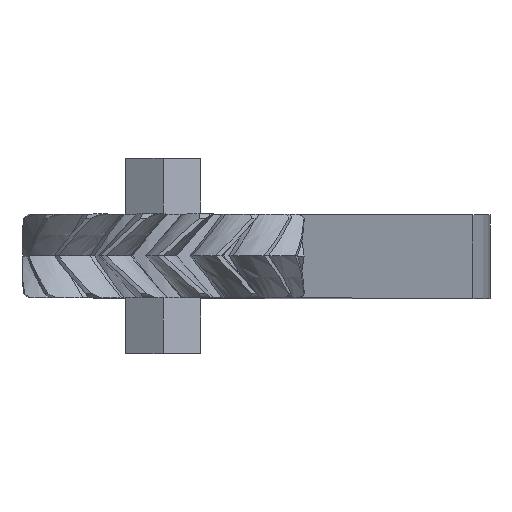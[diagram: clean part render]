
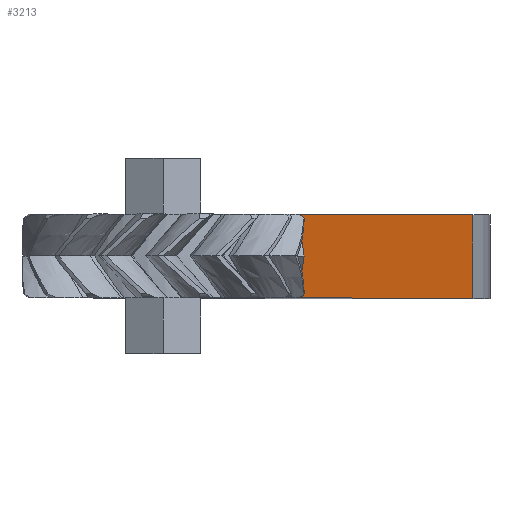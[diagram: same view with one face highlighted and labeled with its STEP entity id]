
A CAD part, top view. The second image highlights one B-rep face of the part: STEP entity #3213.
In plain terms, the highlighted planar face has unit normal (0.883, 0, 0.47).
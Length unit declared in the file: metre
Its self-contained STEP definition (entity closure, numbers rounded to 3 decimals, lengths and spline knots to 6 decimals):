
#12=ELLIPSE('',#3352,0.426775,0.009179);
#13=ELLIPSE('',#3353,0.426775,0.009179);
#471=B_SPLINE_CURVE_WITH_KNOTS('',3,(#9400,#9401,#9402,#9403),
 .UNSPECIFIED.,.F.,.F.,(4,4),(0.000003,0.005019),
 .UNSPECIFIED.);
#474=B_SPLINE_CURVE_WITH_KNOTS('',3,(#9475,#9476,#9477,#9478),
 .UNSPECIFIED.,.F.,.F.,(4,4),(0.,0.005016),.UNSPECIFIED.);
#480=B_SPLINE_CURVE_WITH_KNOTS('',3,(#9580,#9581,#9582,#9583),
 .UNSPECIFIED.,.F.,.F.,(4,4),(0.,0.002902),
 .UNSPECIFIED.);
#481=B_SPLINE_CURVE_WITH_KNOTS('',3,(#9586,#9587,#9588,#9589),
 .UNSPECIFIED.,.F.,.F.,(4,4),(0.,0.002903),
 .UNSPECIFIED.);
#482=B_SPLINE_CURVE_WITH_KNOTS('',3,(#9591,#9592,#9593,#9594),
 .UNSPECIFIED.,.F.,.F.,(4,4),(0.,0.000509),.UNSPECIFIED.);
#483=B_SPLINE_CURVE_WITH_KNOTS('',3,(#9600,#9601,#9602,#9603),
 .UNSPECIFIED.,.F.,.F.,(4,4),(0.,0.000509),.UNSPECIFIED.);
#1426=ORIENTED_EDGE('',*,*,#2008,.T.);
#1427=ORIENTED_EDGE('',*,*,#2009,.T.);
#1428=ORIENTED_EDGE('',*,*,#2010,.T.);
#1429=ORIENTED_EDGE('',*,*,#2011,.T.);
#1430=ORIENTED_EDGE('',*,*,#2012,.T.);
#1431=ORIENTED_EDGE('',*,*,#2013,.T.);
#1432=ORIENTED_EDGE('',*,*,#1998,.T.);
#1433=ORIENTED_EDGE('',*,*,#1995,.T.);
#1434=ORIENTED_EDGE('',*,*,#1644,.F.);
#1435=ORIENTED_EDGE('',*,*,#2014,.F.);
#1436=ORIENTED_EDGE('',*,*,#1619,.T.);
#1619=EDGE_CURVE('',#2124,#2123,#2398,.T.);
#1644=EDGE_CURVE('',#2148,#2149,#2414,.T.);
#1995=EDGE_CURVE('',#2351,#2149,#471,.T.);
#1998=EDGE_CURVE('',#2123,#2351,#474,.T.);
#2008=EDGE_CURVE('',#2355,#2356,#480,.T.);
#2009=EDGE_CURVE('',#2356,#2357,#481,.T.);
#2010=EDGE_CURVE('',#2357,#2358,#482,.T.);
#2011=EDGE_CURVE('',#2358,#2359,#12,.F.);
#2012=EDGE_CURVE('',#2359,#2360,#13,.F.);
#2013=EDGE_CURVE('',#2360,#2355,#483,.T.);
#2014=EDGE_CURVE('',#2124,#2148,#2480,.T.);
#2123=VERTEX_POINT('',#4317);
#2124=VERTEX_POINT('',#4319);
#2148=VERTEX_POINT('',#4368);
#2149=VERTEX_POINT('',#4370);
#2351=VERTEX_POINT('',#9404);
#2355=VERTEX_POINT('',#9584);
#2356=VERTEX_POINT('',#9585);
#2357=VERTEX_POINT('',#9590);
#2358=VERTEX_POINT('',#9595);
#2359=VERTEX_POINT('',#9597);
#2360=VERTEX_POINT('',#9599);
#2398=LINE('',#4318,#2536);
#2414=LINE('',#4369,#2552);
#2480=LINE('',#9604,#2618);
#2536=VECTOR('',#3452,1.);
#2552=VECTOR('',#3488,1.);
#2618=VECTOR('',#3684,1.);
#2811=EDGE_LOOP('',(#1426,#1427,#1428,#1429,#1430,#1431));
#2812=EDGE_LOOP('',(#1432,#1433,#1434,#1435,#1436));
#3001=FACE_BOUND('',#2811,.T.);
#3002=FACE_BOUND('',#2812,.T.);
#3036=PLANE('',#3351);
#3213=ADVANCED_FACE('',(#3001,#3002),#3036,.T.);
#3351=AXIS2_PLACEMENT_3D('',#9579,#3678,#3679);
#3352=AXIS2_PLACEMENT_3D('',#9596,#3680,#3681);
#3353=AXIS2_PLACEMENT_3D('',#9598,#3682,#3683);
#3452=DIRECTION('',(-0.47,0.,0.883));
#3488=DIRECTION('',(-0.47,0.,0.883));
#3678=DIRECTION('',(0.883,0.,0.47));
#3679=DIRECTION('',(0.47,0.,-0.883));
#3680=DIRECTION('',(0.883,0.,0.47));
#3681=DIRECTION('',(-0.311,-0.75,0.584));
#3682=DIRECTION('',(0.883,0.,0.47));
#3683=DIRECTION('',(0.311,-0.75,-0.584));
#3684=DIRECTION('',(0.,-1.,0.));
#4317=CARTESIAN_POINT('',(0.023243,0.0075,-0.000832));
#4318=CARTESIAN_POINT('',(0.034627,0.0075,-0.022203));
#4319=CARTESIAN_POINT('',(0.039255,0.0075,-0.030889));
#4368=CARTESIAN_POINT('',(0.039255,0.,-0.030889));
#4369=CARTESIAN_POINT('',(0.034627,0.,-0.022203));
#4370=CARTESIAN_POINT('',(0.023243,0.,-0.000832));
#9400=CARTESIAN_POINT('',(0.021678,0.003752,0.002106));
#9401=CARTESIAN_POINT('',(0.022199,0.002501,0.001127));
#9402=CARTESIAN_POINT('',(0.022716,0.00124,0.000158));
#9403=CARTESIAN_POINT('',(0.023243,0.,-0.000832));
#9404=CARTESIAN_POINT('',(0.021677,0.00375,0.002108));
#9475=CARTESIAN_POINT('',(0.023243,0.0075,-0.000832));
#9476=CARTESIAN_POINT('',(0.022716,0.00626,0.000158));
#9477=CARTESIAN_POINT('',(0.022199,0.004999,0.001127));
#9478=CARTESIAN_POINT('',(0.021678,0.003748,0.002106));
#9579=CARTESIAN_POINT('',(0.034627,0.0075,-0.022203));
#9580=CARTESIAN_POINT('',(0.023944,0.002531,-0.002147));
#9581=CARTESIAN_POINT('',(0.023506,0.002798,-0.001326));
#9582=CARTESIAN_POINT('',(0.023093,0.003223,-0.000549));
#9583=CARTESIAN_POINT('',(0.022712,0.003753,0.000166));
#9584=CARTESIAN_POINT('',(0.023944,0.002531,-0.002147));
#9585=CARTESIAN_POINT('',(0.022711,0.00375,0.000168));
#9586=CARTESIAN_POINT('',(0.022712,0.003747,0.000166));
#9587=CARTESIAN_POINT('',(0.023093,0.004277,-0.000549));
#9588=CARTESIAN_POINT('',(0.023506,0.004702,-0.001326));
#9589=CARTESIAN_POINT('',(0.023944,0.004969,-0.002147));
#9590=CARTESIAN_POINT('',(0.023944,0.004969,-0.002147));
#9591=CARTESIAN_POINT('',(0.023944,0.004969,-0.002147));
#9592=CARTESIAN_POINT('',(0.023941,0.004799,-0.002141));
#9593=CARTESIAN_POINT('',(0.023941,0.00463,-0.002141));
#9594=CARTESIAN_POINT('',(0.023944,0.00446,-0.002147));
#9595=CARTESIAN_POINT('',(0.023944,0.00446,-0.002147));
#9596=CARTESIAN_POINT('',(0.020454,0.00992,0.004405));
#9597=CARTESIAN_POINT('',(0.023649,0.00375,-0.001594));
#9598=CARTESIAN_POINT('',(0.020454,-0.00242,0.004405));
#9599=CARTESIAN_POINT('',(0.023944,0.00304,-0.002147));
#9600=CARTESIAN_POINT('',(0.023944,0.00304,-0.002147));
#9601=CARTESIAN_POINT('',(0.023941,0.00287,-0.002141));
#9602=CARTESIAN_POINT('',(0.023941,0.002701,-0.002141));
#9603=CARTESIAN_POINT('',(0.023944,0.002531,-0.002147));
#9604=CARTESIAN_POINT('',(0.039255,0.0075,-0.030889));
